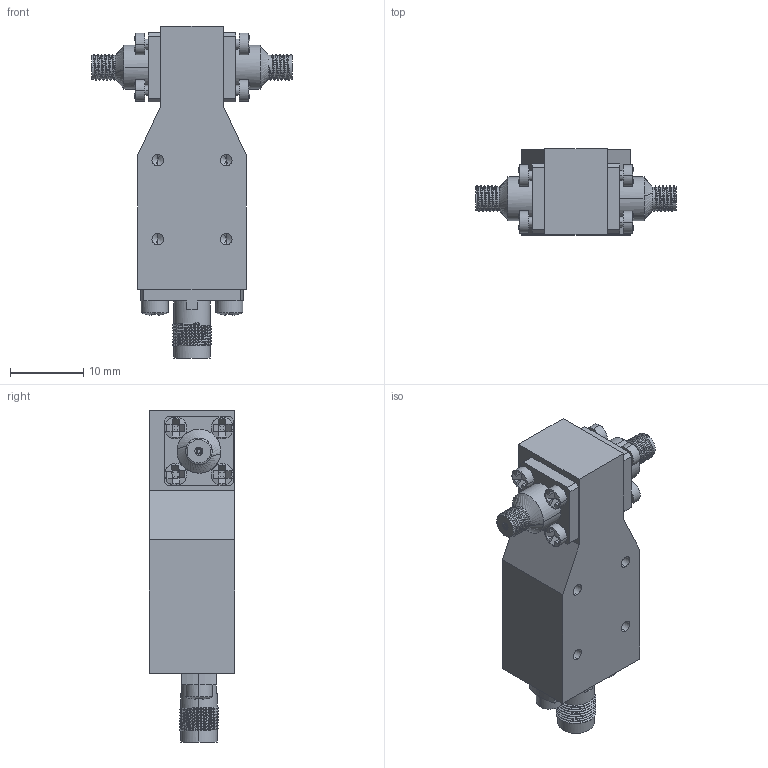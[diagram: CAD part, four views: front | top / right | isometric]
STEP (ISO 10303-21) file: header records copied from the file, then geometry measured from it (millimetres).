
FILE_DESCRIPTION (( 'STEP AP214' ), '1' );
FILE_NAME ('CV-1-SR1, Defeatured.STEP', '2025-05-21T17:15:22', ( '' ), ( '' ), 'SwSTEP 2.0', 'SolidWorks 2021', '' );
FILE_SCHEMA (( 'AUTOMOTIVE_DESIGN' ));
Length unit declared in the file: inch
Products named in the file (1): CV-1-SR1, Defeatured
Bounding box: 27.4 x 11.7 x 45.4 mm (x, y, z)
Volume: 6086.6 mm3; surface area: 4243.8 mm2
Topology: 16 solids, 16 shells, 668 faces, 1518 edges, 898 vertices
Faces by surface type: plane 354, cylinder 213, cone 68, bspline 33
Entity records: 29908 total; most frequent: CARTESIAN_POINT 6704, ORIENTED_EDGE 2972, DIRECTION 2872, EDGE_CURVE 1486, AXIS2_PLACEMENT_3D 1044, VERTEX_POINT 898, VECTOR 784, LINE 784
